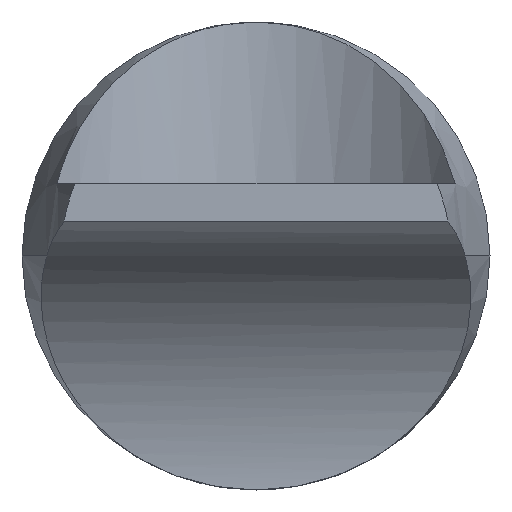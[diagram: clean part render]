
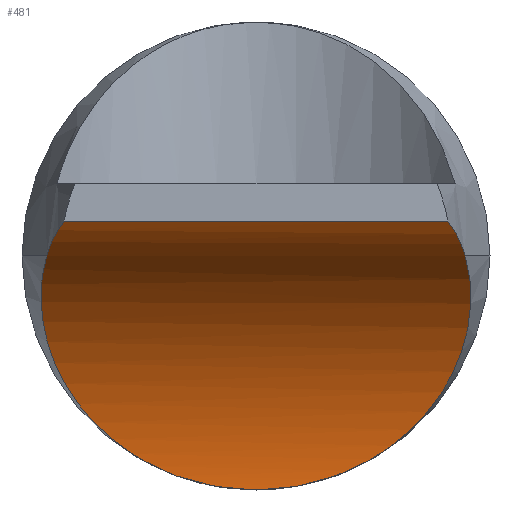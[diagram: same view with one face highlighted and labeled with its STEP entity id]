
A CAD part, front view. The second image highlights one B-rep face of the part: STEP entity #481.
In plain terms, the highlighted cylindrical face has radius 11.49 mm (diameter 22.98 mm), a partial arc.
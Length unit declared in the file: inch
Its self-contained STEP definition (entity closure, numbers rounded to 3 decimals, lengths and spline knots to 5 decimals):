
#3 = CARTESIAN_POINT ( 'NONE',  ( -0.3358, 0.24507, -0.13304 ) ) ;
#6 = CARTESIAN_POINT ( 'NONE',  ( -0.05378, 0.31503, -0.37195 ) ) ;
#13 = EDGE_CURVE ( 'NONE', #113, #540, #103, .T. ) ;
#20 = EDGE_CURVE ( 'NONE', #540, #244, #503, .T. ) ;
#24 = ORIENTED_EDGE ( 'NONE', *, *, #356, .F. ) ;
#38 = CARTESIAN_POINT ( 'NONE',  ( -0.3147, 0.27525, -0.18917 ) ) ;
#43 = CARTESIAN_POINT ( 'NONE',  ( 0.33586, 0.24493, -0.13281 ) ) ;
#46 = CARTESIAN_POINT ( 'NONE',  ( 0.05327, 0.31499, -0.37128 ) ) ;
#48 = CARTESIAN_POINT ( 'NONE',  ( -0.31791, 0.04027, 0.04158 ) ) ;
#51 = CARTESIAN_POINT ( 'NONE',  ( 0.32902, 0.25823, -0.15522 ) ) ;
#55 = CARTESIAN_POINT ( 'NONE',  ( -0.375, -0.13736, -0.375 ) ) ;
#84 = CARTESIAN_POINT ( 'NONE',  ( -0.21394, 0.30992, -0.30686 ) ) ;
#85 = CARTESIAN_POINT ( 'NONE',  ( 0.34226, 0.22231, -0.10033 ) ) ;
#91 = CARTESIAN_POINT ( 'NONE',  ( 0.10553, 0.31477, -0.35989 ) ) ;
#95 = DIRECTION ( 'NONE',  ( 1., 0., 0. ) ) ;
#103 = B_SPLINE_CURVE_WITH_KNOTS ( 'NONE', 3,
 ( #251, #429, #547, #301, #223, #550 ),
 .UNSPECIFIED., .F., .F.,
 ( 4, 2, 4 ),
 ( 0., 0.00167, 0.00334 ),
 .UNSPECIFIED. ) ;
#113 = VERTEX_POINT ( 'NONE', #234 ) ;
#118 = CARTESIAN_POINT ( 'NONE',  ( -0.375, 0., 0.056 ) ) ;
#120 = CARTESIAN_POINT ( 'NONE',  ( -0.33539, 0.11563, 0. ) ) ;
#124 = CARTESIAN_POINT ( 'NONE',  ( 0.2885, 0.29212, -0.23253 ) ) ;
#125 = CARTESIAN_POINT ( 'NONE',  ( -0.14404, 0.31411, -0.34613 ) ) ;
#128 = CARTESIAN_POINT ( 'NONE',  ( -0.34455, 0.18717, -0.05958 ) ) ;
#130 = AXIS2_PLACEMENT_3D ( 'NONE', #55, #95, #264 ) ;
#131 = CARTESIAN_POINT ( 'NONE',  ( -0.13166, 0.31439, -0.35109 ) ) ;
#133 = CARTESIAN_POINT ( 'NONE',  ( -0.20278, 0.31101, -0.31461 ) ) ;
#153 = CARTESIAN_POINT ( 'NONE',  ( -0.30744, 0., 0.056 ) ) ;
#161 = ORIENTED_EDGE ( 'NONE', *, *, #252, .F. ) ;
#162 = CARTESIAN_POINT ( 'NONE',  ( -0.33539, 0.11563, 0. ) ) ;
#168 = CARTESIAN_POINT ( 'NONE',  ( 0.01295, 0.315, -0.37486 ) ) ;
#170 = CARTESIAN_POINT ( 'NONE',  ( -0.34345, 0.2141, -0.0899 ) ) ;
#172 = CARTESIAN_POINT ( 'NONE',  ( -0.10627, 0.31476, -0.35967 ) ) ;
#174 = CARTESIAN_POINT ( 'NONE',  ( -0.31274, 0.02044, 0.04948 ) ) ;
#175 = CARTESIAN_POINT ( 'NONE',  ( 0.32477, 0.26434, -0.16662 ) ) ;
#177 = CARTESIAN_POINT ( 'NONE',  ( 0.34287, 0.15838, -0.03166 ) ) ;
#179 = CYLINDRICAL_SURFACE ( 'NONE', #130, 0.45236 ) ;
#188 = ORIENTED_EDGE ( 'NONE', *, *, #13, .F. ) ;
#189 = CARTESIAN_POINT ( 'NONE',  ( 0.33539, 0.11563, 0. ) ) ;
#205 = B_SPLINE_CURVE_WITH_KNOTS ( 'NONE', 3,
 ( #120, #381, #342, #423, #504, #48, #174, #458 ),
 .UNSPECIFIED., .F., .F.,
 ( 4, 2, 2, 4 ),
 ( 0.03592, 0.03675, 0.03758, 0.03925 ),
 .UNSPECIFIED. ) ;
#214 = CARTESIAN_POINT ( 'NONE',  ( -0.33843, 0.23785, -0.12198 ) ) ;
#215 = CARTESIAN_POINT ( 'NONE',  ( -0.17993, 0.31267, -0.32858 ) ) ;
#218 = CARTESIAN_POINT ( 'NONE',  ( 0.34346, 0.21405, -0.08983 ) ) ;
#223 = CARTESIAN_POINT ( 'NONE',  ( 0.3318, 0.0975, 0.01223 ) ) ;
#234 = CARTESIAN_POINT ( 'NONE',  ( 0.30744, 0., 0.056 ) ) ;
#236 = VERTEX_POINT ( 'NONE', #153 ) ;
#244 = VERTEX_POINT ( 'NONE', #162 ) ;
#246 = DIRECTION ( 'NONE',  ( 1., 0., 0. ) ) ;
#249 = CARTESIAN_POINT ( 'NONE',  ( -0.09318, 0.31486, -0.3633 ) ) ;
#251 = CARTESIAN_POINT ( 'NONE',  ( 0.30744, 0., 0.056 ) ) ;
#252 = EDGE_CURVE ( 'NONE', #236, #113, #326, .T. ) ;
#255 = CARTESIAN_POINT ( 'NONE',  ( 0.33846, 0.23775, -0.12183 ) ) ;
#259 = CARTESIAN_POINT ( 'NONE',  ( -0.33975, 0.13768, -0.01487 ) ) ;
#261 = CARTESIAN_POINT ( 'NONE',  ( -0.02725, 0.315, -0.37481 ) ) ;
#264 = DIRECTION ( 'NONE',  ( 0., 0., -1. ) ) ;
#298 = CARTESIAN_POINT ( 'NONE',  ( 0.18018, 0.31283, -0.32931 ) ) ;
#301 = CARTESIAN_POINT ( 'NONE',  ( 0.32744, 0.07883, 0.02293 ) ) ;
#302 = VECTOR ( 'NONE', #246, 39.37008 ) ;
#303 = CARTESIAN_POINT ( 'NONE',  ( 0.31479, 0.27517, -0.18898 ) ) ;
#305 = CARTESIAN_POINT ( 'NONE',  ( 0.34461, 0.1964, -0.06936 ) ) ;
#307 = CARTESIAN_POINT ( 'NONE',  ( -0.28826, 0.29222, -0.23286 ) ) ;
#326 = LINE ( 'NONE', #118, #302 ) ;
#340 = CARTESIAN_POINT ( 'NONE',  ( -0.34225, 0.22237, -0.10041 ) ) ;
#342 = CARTESIAN_POINT ( 'NONE',  ( -0.3316, 0.09737, 0.01185 ) ) ;
#343 = CARTESIAN_POINT ( 'NONE',  ( 0.24544, 0.30569, -0.28216 ) ) ;
#345 = CARTESIAN_POINT ( 'NONE',  ( -0.32888, 0.25846, -0.15562 ) ) ;
#348 = CARTESIAN_POINT ( 'NONE',  ( 0.0665, 0.31497, -0.36914 ) ) ;
#351 = CARTESIAN_POINT ( 'NONE',  ( 0.20303, 0.31137, -0.3154 ) ) ;
#356 = EDGE_CURVE ( 'NONE', #244, #236, #205, .T. ) ;
#381 = CARTESIAN_POINT ( 'NONE',  ( -0.3336, 0.10662, 0.00608 ) ) ;
#382 = CARTESIAN_POINT ( 'NONE',  ( 0.33976, 0.13773, -0.01491 ) ) ;
#383 = CARTESIAN_POINT ( 'NONE',  ( -0.30893, 0.28004, -0.20023 ) ) ;
#385 = CARTESIAN_POINT ( 'NONE',  ( 0.02649, 0.315, -0.37415 ) ) ;
#387 = CARTESIAN_POINT ( 'NONE',  ( -0.26404, 0.30159, -0.26361 ) ) ;
#392 = CARTESIAN_POINT ( 'NONE',  ( 0.13099, 0.3144, -0.35134 ) ) ;
#421 = CARTESIAN_POINT ( 'NONE',  ( 0.14361, 0.31413, -0.34632 ) ) ;
#422 = CARTESIAN_POINT ( 'NONE',  ( -0.29575, 0.28851, -0.22203 ) ) ;
#423 = CARTESIAN_POINT ( 'NONE',  ( -0.32733, 0.07865, 0.0226 ) ) ;
#424 = CARTESIAN_POINT ( 'NONE',  ( 0.26419, 0.30156, -0.26346 ) ) ;
#427 = CARTESIAN_POINT ( 'NONE',  ( -0.33539, 0.11563, 0. ) ) ;
#429 = CARTESIAN_POINT ( 'NONE',  ( 0.31275, 0.02048, 0.04947 ) ) ;
#458 = CARTESIAN_POINT ( 'NONE',  ( -0.30744, 0., 0.056 ) ) ;
#459 = CARTESIAN_POINT ( 'NONE',  ( 0.29593, 0.28842, -0.22177 ) ) ;
#461 = CARTESIAN_POINT ( 'NONE',  ( -0.24542, 0.30568, -0.28215 ) ) ;
#465 = CARTESIAN_POINT ( 'NONE',  ( -0.34287, 0.15831, -0.0316 ) ) ;
#468 = CARTESIAN_POINT ( 'NONE',  ( 0.30904, 0.27995, -0.20003 ) ) ;
#472 = CARTESIAN_POINT ( 'NONE',  ( 0.33539, 0.11563, 0. ) ) ;
#474 = FACE_OUTER_BOUND ( 'NONE', #505, .T. ) ;
#481 = ADVANCED_FACE ( 'NONE', ( #474 ), #179, .F. ) ;
#502 = CARTESIAN_POINT ( 'NONE',  ( 0.34455, 0.18715, -0.05956 ) ) ;
#503 = B_SPLINE_CURVE_WITH_KNOTS ( 'NONE', 3,
 ( #472, #382, #177, #502, #305, #218, #85, #255, #43, #51, #175, #303, #468, #459, #124, #424, #343, #351, #298, #421, #392, #91, #511, #348, #46, #385, #168, #261, #6, #249, #172, #131, #125, #514, #215, #133, #84, #461, #387, #307, #422, #383, #38, #544, #345, #3, #214, #340, #170, #509, #128, #465, #259, #427 ),
 .UNSPECIFIED., .F., .F.,
 ( 4, 2, 2, 2, 2, 2, 2, 2, 2, 2, 2, 2, 2, 2, 2, 2, 2, 2, 2, 2, 2, 2, 2, 2, 2, 2, 4 ),
 ( 0.00334, 0.00538, 0.00639, 0.00741, 0.00843, 0.00945, 0.01047, 0.01148, 0.01352, 0.01556, 0.01657, 0.01759, 0.01861, 0.01963, 0.02167, 0.02268, 0.0237, 0.02472, 0.02574, 0.02777, 0.02879, 0.02981, 0.03083, 0.03185, 0.03286, 0.03388, 0.03592 ),
 .UNSPECIFIED. ) ;
#504 = CARTESIAN_POINT ( 'NONE',  ( -0.32506, 0.06916, 0.02761 ) ) ;
#505 = EDGE_LOOP ( 'NONE', ( #161, #24, #538, #188 ) ) ;
#509 = CARTESIAN_POINT ( 'NONE',  ( -0.3446, 0.19649, -0.06946 ) ) ;
#511 = CARTESIAN_POINT ( 'NONE',  ( 0.09262, 0.31486, -0.36344 ) ) ;
#514 = CARTESIAN_POINT ( 'NONE',  ( -0.16818, 0.31325, -0.33488 ) ) ;
#538 = ORIENTED_EDGE ( 'NONE', *, *, #20, .F. ) ;
#540 = VERTEX_POINT ( 'NONE', #189 ) ;
#544 = CARTESIAN_POINT ( 'NONE',  ( -0.32467, 0.26447, -0.16687 ) ) ;
#547 = CARTESIAN_POINT ( 'NONE',  ( 0.31792, 0.04031, 0.04156 ) ) ;
#550 = CARTESIAN_POINT ( 'NONE',  ( 0.33539, 0.11563, 0. ) ) ;
